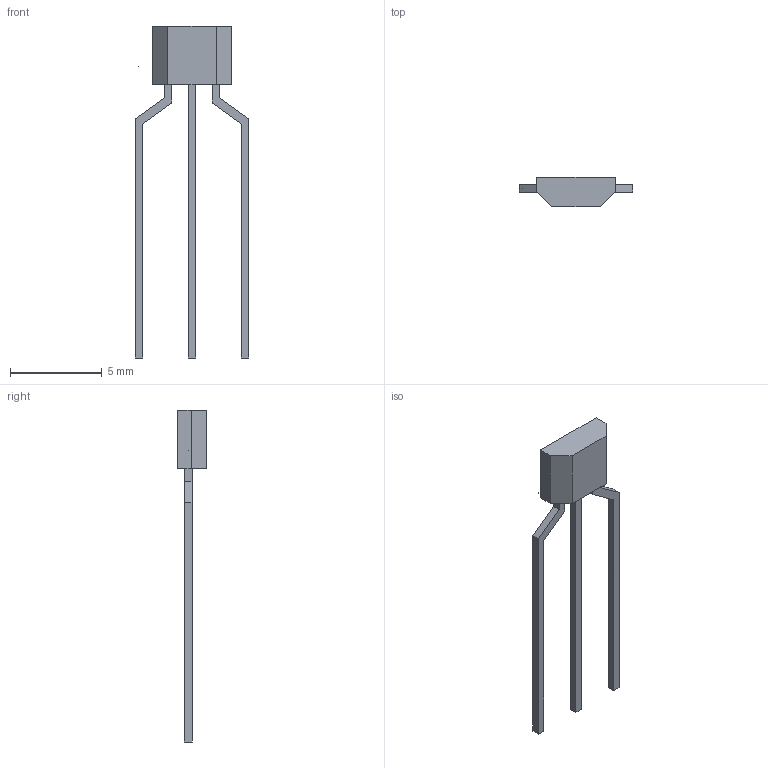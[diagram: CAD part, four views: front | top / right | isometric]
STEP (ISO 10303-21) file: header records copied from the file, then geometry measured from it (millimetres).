
FILE_DESCRIPTION(/* description */ ('model of SIP-3_4.30x1.60mm_P2.90mm'),/* implementation_level */ '2;1');
FILE_NAME(/* name */ 'SIP-3_4.30x1.60mm_P2.90mm.step',/* time_stamp */ '2018-12-21T19:45:26',/* author */ ('kicad StepUp','ksu'),/* organization */ ('FreeCAD'),/* preprocessor_version */ 'OCC',/* originating_system */ 'kicad StepUp',/* authorisation */ '');
FILE_SCHEMA(('AUTOMOTIVE_DESIGN { 1 0 10303 214 1 1 1 1 }'));
Length unit declared in the file: millimetre
Products named in the file (1): SIP_3_P290mm
Bounding box: 6.21 x 1.6 x 18.1 mm (x, y, z)
Volume: 28 mm3; surface area: 125.3 mm2
Topology: 2 solids, 2 shells, 34 faces, 81 edges, 54 vertices
Faces by surface type: plane 33, cylinder 1
Full cylindrical faces by diameter (mm): 0.01 x1
Entity records: 1217 total; most frequent: CARTESIAN_POINT 170, ORIENTED_EDGE 162, DIRECTION 153, EDGE_CURVE 81, LINE 79, VECTOR 79, VERTEX_POINT 54, AXIS2_PLACEMENT_3D 37
